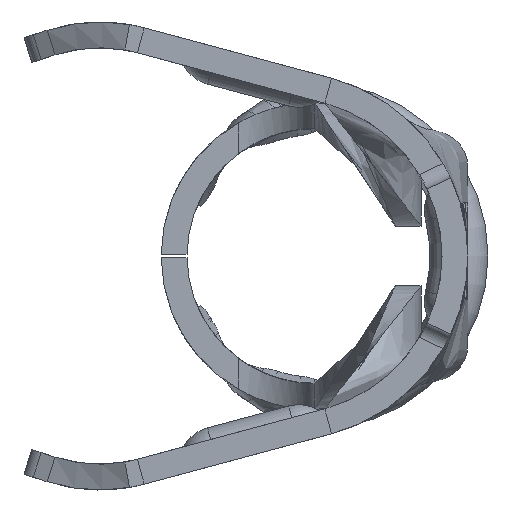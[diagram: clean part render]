
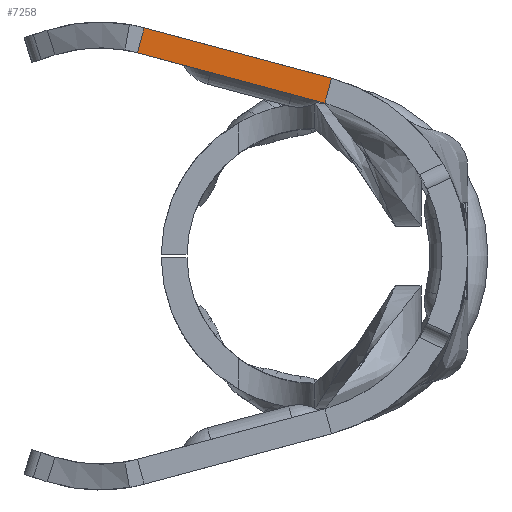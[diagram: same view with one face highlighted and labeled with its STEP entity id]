
A CAD part, left-side view. The second image highlights one B-rep face of the part: STEP entity #7258.
In plain terms, the highlighted planar face has unit normal (-1, 0, 0).
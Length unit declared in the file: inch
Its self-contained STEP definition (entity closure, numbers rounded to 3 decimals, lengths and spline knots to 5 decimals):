
#31 = CARTESIAN_POINT ( 'NONE',  ( -1.875, -0.01054, 0.11016 ) ) ;
#441 = EDGE_CURVE ( 'NONE', #8146, #16031, #8059, .T. ) ;
#1538 = DIRECTION ( 'NONE',  ( 1., 0., 0. ) ) ;
#1887 = EDGE_CURVE ( 'NONE', #2859, #8146, #19853, .T. ) ;
#2246 = EDGE_LOOP ( 'NONE', ( #3092, #3900, #4558, #24841 ) ) ;
#2478 = LINE ( 'NONE', #10470, #19880 ) ;
#2859 = VERTEX_POINT ( 'NONE', #13659 ) ;
#3092 = ORIENTED_EDGE ( 'NONE', *, *, #14534, .T. ) ;
#3900 = ORIENTED_EDGE ( 'NONE', *, *, #441, .F. ) ;
#4558 = ORIENTED_EDGE ( 'NONE', *, *, #1887, .F. ) ;
#5284 = LINE ( 'NONE', #13261, #10096 ) ;
#7227 = EDGE_CURVE ( 'NONE', #17314, #2859, #2478, .T. ) ;
#7258 = ADVANCED_FACE ( 'NONE', ( #23425 ), #11504, .F. ) ;
#7942 = DIRECTION ( 'NONE',  ( 0., -0.26, 0.966 ) ) ;
#8059 = LINE ( 'NONE', #14048, #22017 ) ;
#8146 = VERTEX_POINT ( 'NONE', #11004 ) ;
#9175 = CARTESIAN_POINT ( 'NONE',  ( -1.875, -0.00639, 0.09471 ) ) ;
#9541 = DIRECTION ( 'NONE',  ( 0., -0.501, 0.865 ) ) ;
#10096 = VECTOR ( 'NONE', #21247, 39.37008 ) ;
#10470 = CARTESIAN_POINT ( 'NONE',  ( -1.875, -0.00639, 0.09471 ) ) ;
#11004 = CARTESIAN_POINT ( 'NONE',  ( -1.875, 0.10555, 0.14137 ) ) ;
#11504 = PLANE ( 'NONE',  #16524 ) ;
#13261 = CARTESIAN_POINT ( 'NONE',  ( -1.875, 0.28945, -1.00587 ) ) ;
#13659 = CARTESIAN_POINT ( 'NONE',  ( -1.875, 0.10971, 0.12591 ) ) ;
#14048 = CARTESIAN_POINT ( 'NONE',  ( -1.875, -0.01054, 0.11016 ) ) ;
#14534 = EDGE_CURVE ( 'NONE', #17314, #16031, #5284, .T. ) ;
#16031 = VERTEX_POINT ( 'NONE', #31 ) ;
#16524 = AXIS2_PLACEMENT_3D ( 'NONE', #19482, #1538, #9541 ) ;
#17314 = VERTEX_POINT ( 'NONE', #9175 ) ;
#17563 = VECTOR ( 'NONE', #7942, 39.37008 ) ;
#18461 = DIRECTION ( 'NONE',  ( 0., 0.966, 0.26 ) ) ;
#19482 = CARTESIAN_POINT ( 'NONE',  ( -1.875, 0.28945, -1.00587 ) ) ;
#19853 = LINE ( 'NONE', #25870, #17563 ) ;
#19880 = VECTOR ( 'NONE', #18461, 39.37008 ) ;
#21247 = DIRECTION ( 'NONE',  ( 0., -0.26, 0.966 ) ) ;
#22017 = VECTOR ( 'NONE', #22049, 39.37008 ) ;
#22049 = DIRECTION ( 'NONE',  ( 0., -0.966, -0.26 ) ) ;
#23425 = FACE_OUTER_BOUND ( 'NONE', #2246, .T. ) ;
#24841 = ORIENTED_EDGE ( 'NONE', *, *, #7227, .F. ) ;
#25870 = CARTESIAN_POINT ( 'NONE',  ( -1.875, 0.40555, -0.97467 ) ) ;
